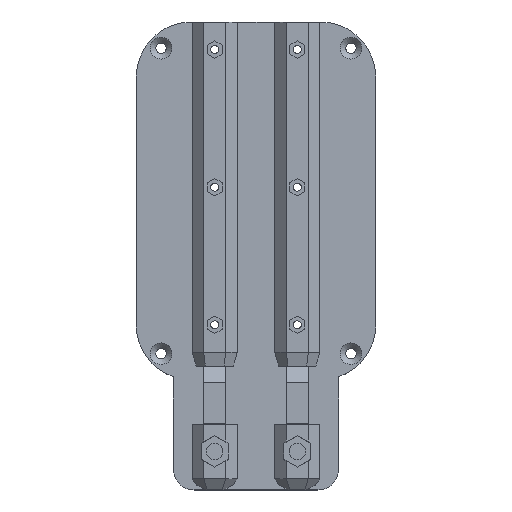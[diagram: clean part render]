
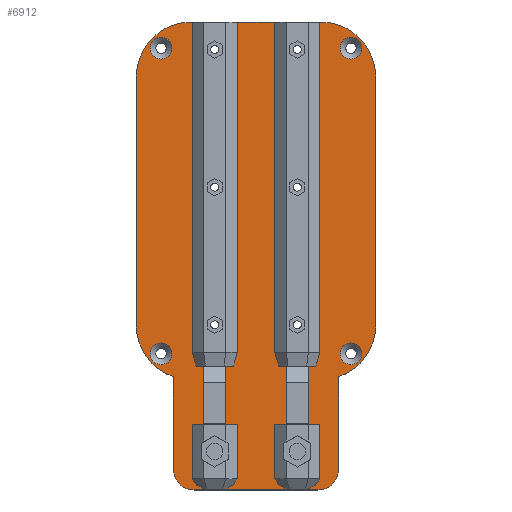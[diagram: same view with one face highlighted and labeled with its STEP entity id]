
A CAD part, top view. The second image highlights one B-rep face of the part: STEP entity #6912.
In plain terms, the highlighted planar face has unit normal (0, 0, 1).
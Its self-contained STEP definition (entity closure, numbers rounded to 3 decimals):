
#144=FACE_BOUND('',#804,.T.);
#145=FACE_BOUND('',#805,.T.);
#146=FACE_BOUND('',#806,.T.);
#147=FACE_BOUND('',#807,.T.);
#148=FACE_BOUND('',#808,.T.);
#149=FACE_BOUND('',#809,.T.);
#205=CIRCLE('',#7321,20.);
#206=CIRCLE('',#7323,20.);
#207=CIRCLE('',#7325,20.);
#208=CIRCLE('',#7327,20.);
#222=CIRCLE('',#7349,3.95);
#224=CIRCLE('',#7352,3.95);
#226=CIRCLE('',#7355,3.95);
#227=CIRCLE('',#7360,7.5);
#228=CIRCLE('',#7361,7.5);
#229=CIRCLE('',#7362,3.95);
#230=CIRCLE('',#7363,3.);
#231=CIRCLE('',#7364,3.);
#409=FACE_OUTER_BOUND('',#803,.T.);
#803=EDGE_LOOP('',(#4739,#4740,#4741,#4742,#4743,#4744,#4745,#4746,#4747,
#4748,#4749,#4750,#4751,#4752,#4753,#4754,#4755,#4756,#4757,#4758));
#804=EDGE_LOOP('',(#4759));
#805=EDGE_LOOP('',(#4760));
#806=EDGE_LOOP('',(#4761));
#807=EDGE_LOOP('',(#4762));
#808=EDGE_LOOP('',(#4763));
#809=EDGE_LOOP('',(#4764));
#1176=LINE('',#9829,#2008);
#1185=LINE('',#9846,#2017);
#1193=LINE('',#9875,#2025);
#1200=LINE('',#9893,#2032);
#1207=LINE('',#9905,#2039);
#1210=LINE('',#9912,#2042);
#1225=LINE('',#9986,#2057);
#1228=LINE('',#9992,#2060);
#1246=LINE('',#10072,#2078);
#1247=LINE('',#10073,#2079);
#1248=LINE('',#10075,#2080);
#1249=LINE('',#10079,#2081);
#1250=LINE('',#10082,#2082);
#1251=LINE('',#10083,#2083);
#2008=VECTOR('',#7849,10.);
#2017=VECTOR('',#7862,10.);
#2025=VECTOR('',#7890,10.);
#2032=VECTOR('',#7907,10.);
#2039=VECTOR('',#7916,10.);
#2042=VECTOR('',#7923,10.);
#2057=VECTOR('',#7992,10.);
#2060=VECTOR('',#7997,10.);
#2078=VECTOR('',#8095,10.);
#2079=VECTOR('',#8096,10.);
#2080=VECTOR('',#8097,10.);
#2081=VECTOR('',#8100,10.);
#2082=VECTOR('',#8103,10.);
#2083=VECTOR('',#8104,10.);
#2840=VERTEX_POINT('',#9826);
#2841=VERTEX_POINT('',#9828);
#2847=VERTEX_POINT('',#9844);
#2858=VERTEX_POINT('',#9874);
#2863=VERTEX_POINT('',#9891);
#2864=VERTEX_POINT('',#9892);
#2868=VERTEX_POINT('',#9903);
#2870=VERTEX_POINT('',#9911);
#2901=VERTEX_POINT('',#9982);
#2902=VERTEX_POINT('',#9984);
#2903=VERTEX_POINT('',#9988);
#2904=VERTEX_POINT('',#9990);
#2905=VERTEX_POINT('',#9994);
#2906=VERTEX_POINT('',#9998);
#2907=VERTEX_POINT('',#10002);
#2908=VERTEX_POINT('',#10006);
#2922=VERTEX_POINT('',#10050);
#2924=VERTEX_POINT('',#10056);
#2926=VERTEX_POINT('',#10062);
#2927=VERTEX_POINT('',#10074);
#2928=VERTEX_POINT('',#10076);
#2929=VERTEX_POINT('',#10078);
#2930=VERTEX_POINT('',#10080);
#2931=VERTEX_POINT('',#10084);
#2932=VERTEX_POINT('',#10086);
#2933=VERTEX_POINT('',#10088);
#3516=EDGE_CURVE('',#2841,#2840,#1176,.T.);
#3525=EDGE_CURVE('',#2840,#2847,#1185,.T.);
#3539=EDGE_CURVE('',#2858,#2841,#1193,.T.);
#3547=EDGE_CURVE('',#2863,#2864,#1200,.T.);
#3554=EDGE_CURVE('',#2864,#2868,#1207,.T.);
#3557=EDGE_CURVE('',#2870,#2863,#1210,.T.);
#3594=EDGE_CURVE('',#2901,#2902,#1225,.T.);
#3597=EDGE_CURVE('',#2903,#2904,#1228,.T.);
#3599=EDGE_CURVE('',#2905,#2904,#205,.T.);
#3600=EDGE_CURVE('',#2903,#2906,#206,.T.);
#3603=EDGE_CURVE('',#2907,#2902,#207,.T.);
#3605=EDGE_CURVE('',#2901,#2908,#208,.T.);
#3627=EDGE_CURVE('',#2922,#2922,#222,.T.);
#3630=EDGE_CURVE('',#2924,#2924,#224,.T.);
#3633=EDGE_CURVE('',#2926,#2926,#226,.T.);
#3637=EDGE_CURVE('',#2847,#2870,#1246,.T.);
#3638=EDGE_CURVE('',#2868,#2906,#1247,.T.);
#3639=EDGE_CURVE('',#2927,#2905,#1248,.T.);
#3640=EDGE_CURVE('',#2928,#2927,#227,.T.);
#3641=EDGE_CURVE('',#2929,#2928,#1249,.T.);
#3642=EDGE_CURVE('',#2930,#2929,#228,.T.);
#3643=EDGE_CURVE('',#2930,#2908,#1250,.T.);
#3644=EDGE_CURVE('',#2907,#2858,#1251,.T.);
#3645=EDGE_CURVE('',#2931,#2931,#229,.T.);
#3646=EDGE_CURVE('',#2932,#2932,#230,.T.);
#3647=EDGE_CURVE('',#2933,#2933,#231,.T.);
#4739=ORIENTED_EDGE('',*,*,#3525,.T.);
#4740=ORIENTED_EDGE('',*,*,#3637,.T.);
#4741=ORIENTED_EDGE('',*,*,#3557,.T.);
#4742=ORIENTED_EDGE('',*,*,#3547,.T.);
#4743=ORIENTED_EDGE('',*,*,#3554,.T.);
#4744=ORIENTED_EDGE('',*,*,#3638,.T.);
#4745=ORIENTED_EDGE('',*,*,#3600,.F.);
#4746=ORIENTED_EDGE('',*,*,#3597,.T.);
#4747=ORIENTED_EDGE('',*,*,#3599,.F.);
#4748=ORIENTED_EDGE('',*,*,#3639,.F.);
#4749=ORIENTED_EDGE('',*,*,#3640,.F.);
#4750=ORIENTED_EDGE('',*,*,#3641,.F.);
#4751=ORIENTED_EDGE('',*,*,#3642,.F.);
#4752=ORIENTED_EDGE('',*,*,#3643,.T.);
#4753=ORIENTED_EDGE('',*,*,#3605,.F.);
#4754=ORIENTED_EDGE('',*,*,#3594,.T.);
#4755=ORIENTED_EDGE('',*,*,#3603,.F.);
#4756=ORIENTED_EDGE('',*,*,#3644,.T.);
#4757=ORIENTED_EDGE('',*,*,#3539,.T.);
#4758=ORIENTED_EDGE('',*,*,#3516,.T.);
#4759=ORIENTED_EDGE('',*,*,#3630,.T.);
#4760=ORIENTED_EDGE('',*,*,#3645,.T.);
#4761=ORIENTED_EDGE('',*,*,#3646,.T.);
#4762=ORIENTED_EDGE('',*,*,#3647,.T.);
#4763=ORIENTED_EDGE('',*,*,#3633,.T.);
#4764=ORIENTED_EDGE('',*,*,#3627,.T.);
#6616=PLANE('',#7359);
#6912=ADVANCED_FACE('',(#409,#144,#145,#146,#147,#148,#149),#6616,.T.);
#7321=AXIS2_PLACEMENT_3D('',#9996,#8001,#8002);
#7323=AXIS2_PLACEMENT_3D('',#9999,#8005,#8006);
#7325=AXIS2_PLACEMENT_3D('',#10004,#8011,#8012);
#7327=AXIS2_PLACEMENT_3D('',#10008,#8016,#8017);
#7349=AXIS2_PLACEMENT_3D('',#10052,#8068,#8069);
#7352=AXIS2_PLACEMENT_3D('',#10058,#8075,#8076);
#7355=AXIS2_PLACEMENT_3D('',#10064,#8082,#8083);
#7359=AXIS2_PLACEMENT_3D('',#10071,#8093,#8094);
#7360=AXIS2_PLACEMENT_3D('',#10077,#8098,#8099);
#7361=AXIS2_PLACEMENT_3D('',#10081,#8101,#8102);
#7362=AXIS2_PLACEMENT_3D('',#10085,#8105,#8106);
#7363=AXIS2_PLACEMENT_3D('',#10087,#8107,#8108);
#7364=AXIS2_PLACEMENT_3D('',#10089,#8109,#8110);
#7849=DIRECTION('',(-1.,0.,0.));
#7862=DIRECTION('',(0.,1.,0.));
#7890=DIRECTION('',(0.,-1.,0.));
#7907=DIRECTION('',(-1.,0.,0.));
#7916=DIRECTION('',(0.,1.,0.));
#7923=DIRECTION('',(0.,-1.,0.));
#7992=DIRECTION('',(0.,1.,0.));
#7997=DIRECTION('',(0.,-1.,0.));
#8001=DIRECTION('center_axis',(0.,0.,-1.));
#8002=DIRECTION('ref_axis',(-0.707,-0.707,0.));
#8005=DIRECTION('center_axis',(0.,0.,-1.));
#8006=DIRECTION('ref_axis',(-0.707,0.707,0.));
#8011=DIRECTION('center_axis',(0.,0.,-1.));
#8012=DIRECTION('ref_axis',(0.707,0.707,0.));
#8016=DIRECTION('center_axis',(0.,0.,-1.));
#8017=DIRECTION('ref_axis',(0.707,-0.707,0.));
#8068=DIRECTION('center_axis',(0.,0.,-1.));
#8069=DIRECTION('ref_axis',(1.,0.,0.));
#8075=DIRECTION('center_axis',(0.,0.,-1.));
#8076=DIRECTION('ref_axis',(1.,0.,0.));
#8082=DIRECTION('center_axis',(0.,0.,-1.));
#8083=DIRECTION('ref_axis',(1.,0.,0.));
#8093=DIRECTION('center_axis',(0.,0.,1.));
#8094=DIRECTION('ref_axis',(0.,-1.,0.));
#8095=DIRECTION('',(-1.,0.,0.));
#8096=DIRECTION('',(-1.,0.,0.));
#8097=DIRECTION('',(0.,1.,0.));
#8098=DIRECTION('center_axis',(0.,0.,-1.));
#8099=DIRECTION('ref_axis',(-0.707,-0.707,0.));
#8100=DIRECTION('',(-1.,0.,0.));
#8101=DIRECTION('center_axis',(0.,0.,-1.));
#8102=DIRECTION('ref_axis',(0.707,-0.707,0.));
#8103=DIRECTION('',(0.,1.,0.));
#8104=DIRECTION('',(-1.,0.,0.));
#8105=DIRECTION('center_axis',(0.,0.,-1.));
#8106=DIRECTION('ref_axis',(1.,0.,0.));
#8107=DIRECTION('center_axis',(0.,0.,-1.));
#8108=DIRECTION('ref_axis',(1.,0.,0.));
#8109=DIRECTION('center_axis',(0.,0.,-1.));
#8110=DIRECTION('ref_axis',(1.,0.,0.));
#9826=CARTESIAN_POINT('',(-1.348,-86.354,3.));
#9828=CARTESIAN_POINT('',(6.652,-86.354,3.));
#9829=CARTESIAN_POINT('',(-4.848,-86.354,3.));
#9844=CARTESIAN_POINT('',(-1.348,59.646,3.));
#9846=CARTESIAN_POINT('',(-1.348,-33.354,3.));
#9874=CARTESIAN_POINT('',(6.652,59.646,3.));
#9875=CARTESIAN_POINT('',(6.652,-45.854,3.));
#9891=CARTESIAN_POINT('',(-23.348,-86.354,3.));
#9892=CARTESIAN_POINT('',(-31.348,-86.354,3.));
#9893=CARTESIAN_POINT('',(-19.848,-86.354,3.));
#9903=CARTESIAN_POINT('',(-31.348,59.646,3.));
#9905=CARTESIAN_POINT('',(-31.348,-33.354,3.));
#9911=CARTESIAN_POINT('',(-23.348,59.646,3.));
#9912=CARTESIAN_POINT('',(-23.348,-45.854,3.));
#9982=CARTESIAN_POINT('',(31.152,-50.354,3.));
#9984=CARTESIAN_POINT('',(31.152,39.646,3.));
#9986=CARTESIAN_POINT('',(31.152,-5.354,3.));
#9988=CARTESIAN_POINT('',(-55.848,39.646,3.));
#9990=CARTESIAN_POINT('',(-55.848,-50.354,3.));
#9992=CARTESIAN_POINT('',(-55.848,-5.354,3.));
#9994=CARTESIAN_POINT('',(-42.348,-69.269,3.));
#9996=CARTESIAN_POINT('Origin',(-35.848,-50.354,3.));
#9998=CARTESIAN_POINT('',(-35.848,59.646,3.));
#9999=CARTESIAN_POINT('Origin',(-35.848,39.646,3.));
#10002=CARTESIAN_POINT('',(11.152,59.646,3.));
#10004=CARTESIAN_POINT('Origin',(11.152,39.646,3.));
#10006=CARTESIAN_POINT('',(17.652,-69.269,3.));
#10008=CARTESIAN_POINT('Origin',(11.152,-50.354,3.));
#10050=CARTESIAN_POINT('',(-50.798,50.146,3.));
#10052=CARTESIAN_POINT('Origin',(-46.848,50.146,3.));
#10056=CARTESIAN_POINT('',(18.202,50.146,3.));
#10058=CARTESIAN_POINT('Origin',(22.152,50.146,3.));
#10062=CARTESIAN_POINT('',(-50.798,-60.854,3.));
#10064=CARTESIAN_POINT('Origin',(-46.848,-60.854,3.));
#10071=CARTESIAN_POINT('Origin',(-12.348,-5.354,3.));
#10072=CARTESIAN_POINT('',(-12.348,59.646,3.));
#10073=CARTESIAN_POINT('',(-12.348,59.646,3.));
#10074=CARTESIAN_POINT('',(-42.348,-102.854,3.));
#10075=CARTESIAN_POINT('',(-42.348,-90.354,3.));
#10076=CARTESIAN_POINT('',(-34.848,-110.354,3.));
#10077=CARTESIAN_POINT('Origin',(-34.848,-102.854,3.));
#10078=CARTESIAN_POINT('',(10.152,-110.354,3.));
#10079=CARTESIAN_POINT('',(2.652,-110.354,3.));
#10080=CARTESIAN_POINT('',(17.652,-102.854,3.));
#10081=CARTESIAN_POINT('Origin',(10.152,-102.854,3.));
#10082=CARTESIAN_POINT('',(17.652,-90.354,3.));
#10083=CARTESIAN_POINT('',(-12.348,59.646,3.));
#10084=CARTESIAN_POINT('',(18.202,-60.854,3.));
#10085=CARTESIAN_POINT('Origin',(22.152,-60.854,3.));
#10086=CARTESIAN_POINT('',(-30.348,-96.354,3.));
#10087=CARTESIAN_POINT('Origin',(-27.348,-96.354,3.));
#10088=CARTESIAN_POINT('',(-0.348,-96.354,3.));
#10089=CARTESIAN_POINT('Origin',(2.652,-96.354,3.));
